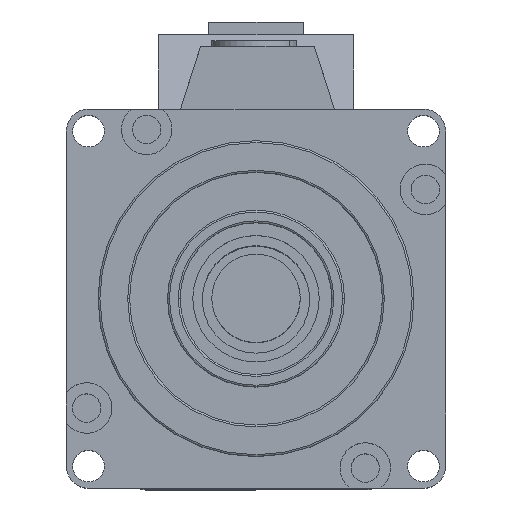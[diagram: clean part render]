
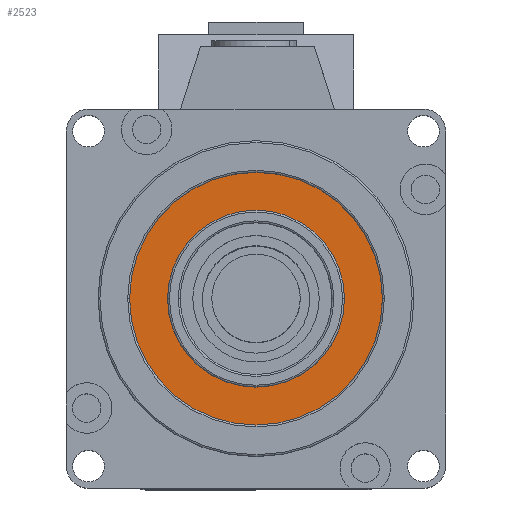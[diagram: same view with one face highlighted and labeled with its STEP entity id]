
A CAD part, top view. The second image highlights one B-rep face of the part: STEP entity #2523.
In plain terms, the highlighted planar face has unit normal (0, 0, 1).
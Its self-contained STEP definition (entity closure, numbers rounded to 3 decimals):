
#125 = DIRECTION ( 'NONE',  ( 1., 0., 0. ) ) ;
#228 = AXIS2_PLACEMENT_3D ( 'NONE', #3577, #7722, #12063 ) ;
#544 = CIRCLE ( 'NONE', #9510, 20. ) ;
#1493 = CARTESIAN_POINT ( 'NONE',  ( 16., 30., 0. ) ) ;
#1522 = PLANE ( 'NONE',  #228 ) ;
#1804 = VERTEX_POINT ( 'NONE', #1493 ) ;
#2322 = ORIENTED_EDGE ( 'NONE', *, *, #2634, .T. ) ;
#2464 = DIRECTION ( 'NONE',  ( 0., 0., 1. ) ) ;
#2523 = ADVANCED_FACE ( 'NONE', ( #13303, #6301 ), #1522, .F. ) ;
#2634 = EDGE_CURVE ( 'NONE', #3514, #8707, #3054, .T. ) ;
#3054 = CIRCLE ( 'NONE', #12804, 20. ) ;
#3327 = CARTESIAN_POINT ( 'NONE',  ( 30., 30., 0. ) ) ;
#3441 = CARTESIAN_POINT ( 'NONE',  ( 10., 30., 0. ) ) ;
#3514 = VERTEX_POINT ( 'NONE', #10411 ) ;
#3577 = CARTESIAN_POINT ( 'NONE',  ( 3.5, 56.5, 0. ) ) ;
#3827 = DIRECTION ( 'NONE',  ( 0., 0., 1. ) ) ;
#5239 = ORIENTED_EDGE ( 'NONE', *, *, #12026, .F. ) ;
#5593 = DIRECTION ( 'NONE',  ( -1., 0., 0. ) ) ;
#6301 = FACE_BOUND ( 'NONE', #13074, .T. ) ;
#7681 = VERTEX_POINT ( 'NONE', #11370 ) ;
#7722 = DIRECTION ( 'NONE',  ( 0., 0., -1. ) ) ;
#8108 = CARTESIAN_POINT ( 'NONE',  ( 30., 30., 0. ) ) ;
#8707 = VERTEX_POINT ( 'NONE', #3441 ) ;
#8862 = CARTESIAN_POINT ( 'NONE',  ( 30., 30., 0. ) ) ;
#8982 = CARTESIAN_POINT ( 'NONE',  ( 30., 30., 0. ) ) ;
#9077 = DIRECTION ( 'NONE',  ( 0., 0., 1. ) ) ;
#9128 = DIRECTION ( 'NONE',  ( 1., 0., 0. ) ) ;
#9373 = ORIENTED_EDGE ( 'NONE', *, *, #11000, .T. ) ;
#9510 = AXIS2_PLACEMENT_3D ( 'NONE', #3327, #10600, #125 ) ;
#10089 = EDGE_CURVE ( 'NONE', #1804, #7681, #11024, .T. ) ;
#10158 = CIRCLE ( 'NONE', #11794, 14. ) ;
#10281 = ORIENTED_EDGE ( 'NONE', *, *, #10089, .F. ) ;
#10411 = CARTESIAN_POINT ( 'NONE',  ( 50., 30., 0. ) ) ;
#10600 = DIRECTION ( 'NONE',  ( 0., 0., 1. ) ) ;
#11000 = EDGE_CURVE ( 'NONE', #8707, #3514, #544, .T. ) ;
#11024 = CIRCLE ( 'NONE', #12634, 14. ) ;
#11370 = CARTESIAN_POINT ( 'NONE',  ( 44., 30., 0. ) ) ;
#11794 = AXIS2_PLACEMENT_3D ( 'NONE', #8862, #2464, #5593 ) ;
#12026 = EDGE_CURVE ( 'NONE', #7681, #1804, #10158, .T. ) ;
#12063 = DIRECTION ( 'NONE',  ( -1., 0., 0. ) ) ;
#12068 = EDGE_LOOP ( 'NONE', ( #9373, #2322 ) ) ;
#12233 = DIRECTION ( 'NONE',  ( -1., 0., 0. ) ) ;
#12634 = AXIS2_PLACEMENT_3D ( 'NONE', #8108, #3827, #12233 ) ;
#12804 = AXIS2_PLACEMENT_3D ( 'NONE', #8982, #9077, #9128 ) ;
#13074 = EDGE_LOOP ( 'NONE', ( #10281, #5239 ) ) ;
#13303 = FACE_OUTER_BOUND ( 'NONE', #12068, .T. ) ;
